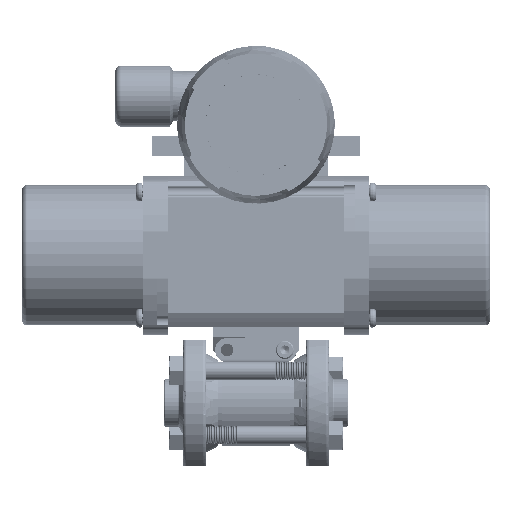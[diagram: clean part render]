
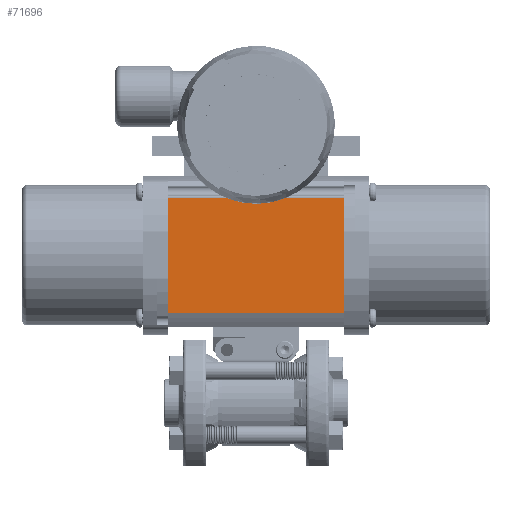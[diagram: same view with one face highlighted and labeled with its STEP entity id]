
A CAD part, top view. The second image highlights one B-rep face of the part: STEP entity #71696.
In plain terms, the highlighted planar face has unit normal (0, 0, 1).
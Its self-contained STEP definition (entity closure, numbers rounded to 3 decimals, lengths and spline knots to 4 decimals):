
#21302 = DIRECTION ( 'NONE',  ( -1., 0., 0. ) ) ;
#23694 = VERTEX_POINT ( 'NONE', #35091 ) ;
#25928 = ORIENTED_EDGE ( 'NONE', *, *, #251979, .F. ) ;
#27144 = DIRECTION ( 'NONE',  ( 0., 1., 0. ) ) ;
#35091 = CARTESIAN_POINT ( 'NONE',  ( 1.5275, 3.5621, 1.17 ) ) ;
#45824 = CARTESIAN_POINT ( 'NONE',  ( -1.5275, 3.5694, 1.17 ) ) ;
#58536 = ORIENTED_EDGE ( 'NONE', *, *, #196210, .F. ) ;
#59581 = DIRECTION ( 'NONE',  ( 1., 0., 0. ) ) ;
#65525 = EDGE_CURVE ( 'NONE', #243347, #163712, #244342, .T. ) ;
#65961 = LINE ( 'NONE', #45824, #163210 ) ;
#71696 = ADVANCED_FACE ( 'NONE', ( #125597 ), #246802, .F. ) ;
#92994 = AXIS2_PLACEMENT_3D ( 'NONE', #191506, #210988, #94763 ) ;
#93752 = LINE ( 'NONE', #137609, #145456 ) ;
#94763 = DIRECTION ( 'NONE',  ( 0., -1., 0. ) ) ;
#98230 = CARTESIAN_POINT ( 'NONE',  ( 1.5275, 1.5679, 1.17 ) ) ;
#110750 = CARTESIAN_POINT ( 'NONE',  ( -1.5275, 1.5679, 1.17 ) ) ;
#116105 = ORIENTED_EDGE ( 'NONE', *, *, #65525, .T. ) ;
#125597 = FACE_OUTER_BOUND ( 'NONE', #137126, .T. ) ;
#135616 = DIRECTION ( 'NONE',  ( 0., -1., 0. ) ) ;
#137126 = EDGE_LOOP ( 'NONE', ( #58536, #178797, #25928, #116105 ) ) ;
#137609 = CARTESIAN_POINT ( 'NONE',  ( -5.0403, 3.5621, 1.17 ) ) ;
#145456 = VECTOR ( 'NONE', #21302, 39.3701 ) ;
#146695 = CARTESIAN_POINT ( 'NONE',  ( -1.5275, 3.5621, 1.17 ) ) ;
#152804 = VECTOR ( 'NONE', #135616, 39.3701 ) ;
#156344 = CARTESIAN_POINT ( 'NONE',  ( -5.0403, 1.5679, 1.17 ) ) ;
#163210 = VECTOR ( 'NONE', #27144, 39.3701 ) ;
#163712 = VERTEX_POINT ( 'NONE', #98230 ) ;
#171854 = EDGE_CURVE ( 'NONE', #23694, #191556, #93752, .T. ) ;
#178797 = ORIENTED_EDGE ( 'NONE', *, *, #171854, .T. ) ;
#191506 = CARTESIAN_POINT ( 'NONE',  ( -5.0403, 3.5694, 1.17 ) ) ;
#191556 = VERTEX_POINT ( 'NONE', #146695 ) ;
#192627 = VECTOR ( 'NONE', #59581, 39.3701 ) ;
#196210 = EDGE_CURVE ( 'NONE', #23694, #163712, #250003, .T. ) ;
#210988 = DIRECTION ( 'NONE',  ( 0., 0., -1. ) ) ;
#243347 = VERTEX_POINT ( 'NONE', #110750 ) ;
#244342 = LINE ( 'NONE', #156344, #192627 ) ;
#246802 = PLANE ( 'NONE',  #92994 ) ;
#250003 = LINE ( 'NONE', #251951, #152804 ) ;
#251951 = CARTESIAN_POINT ( 'NONE',  ( 1.5275, 3.5694, 1.17 ) ) ;
#251979 = EDGE_CURVE ( 'NONE', #243347, #191556, #65961, .T. ) ;
